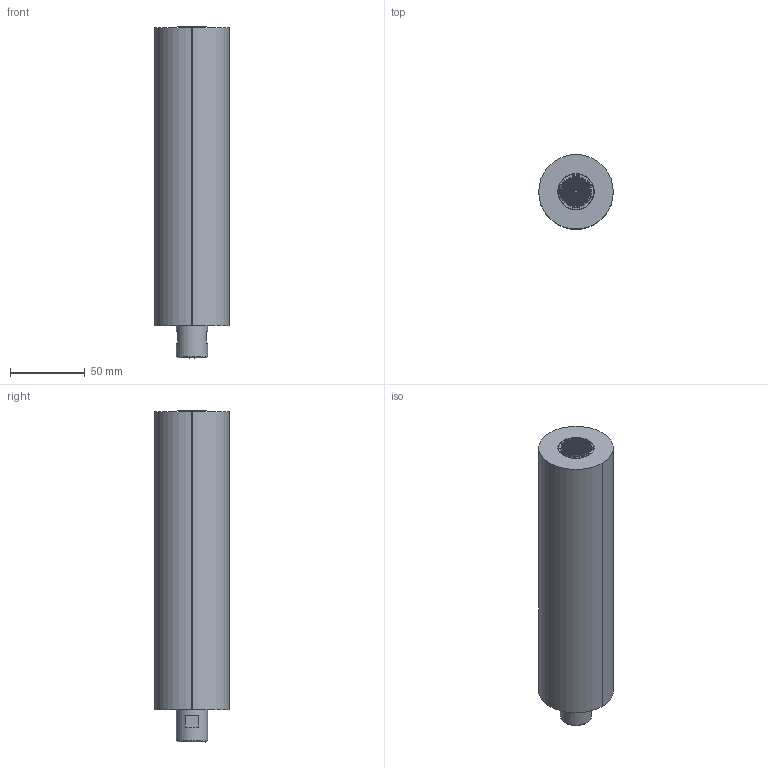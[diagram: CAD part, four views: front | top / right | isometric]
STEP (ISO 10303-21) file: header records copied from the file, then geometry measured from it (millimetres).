
FILE_DESCRIPTION(('STEP AP214'),'1');
FILE_NAME('Art.32001.stp','2022-09-05T07:40:34',(' '),(' '),'Spatial InterOp 3D',' ',' ');
FILE_SCHEMA(('AUTOMOTIVE_DESIGN { 1 0 10303 214 1 1 1 1 }'));
Length unit declared in the file: millimetre
Products named in the file (1): Art.32001
Bounding box: 50 x 50 x 222.8 mm (x, y, z)
Volume: 99680.1 mm3; surface area: 88323.8 mm2
Topology: 1 solids, 13 shells, 3921 faces, 10877 edges, 7202 vertices
Faces by surface type: plane 2829, bspline 466, cylinder 353, cone 182, torus 87, sphere 3, extrusion 1
Full cylindrical faces by diameter (mm): 0.75 x6, 0.8 x6, 1.4 x2, 1.5 x1, 2.2 x1, 7.2 x1, 10.2 x1, 14 x1, 15 x1, 15.6 x1, 16 x1, 16.4 x1, 17.8 x1, 18.631 x1, 20.95 x1, 21.95 x1, 22.55 x1, 23 x2, 24 x2, 24.2 x1, 24.25 x1, 26 x1
Entity records: 179618 total; most frequent: CARTESIAN_POINT 48427, DIRECTION 21004, ORIENTED_EDGE 20954, EDGE_CURVE 10477, AXIS2_PLACEMENT_3D 8588, VERTEX_POINT 7065, EDGE_LOOP 4994, CIRCLE 4857
